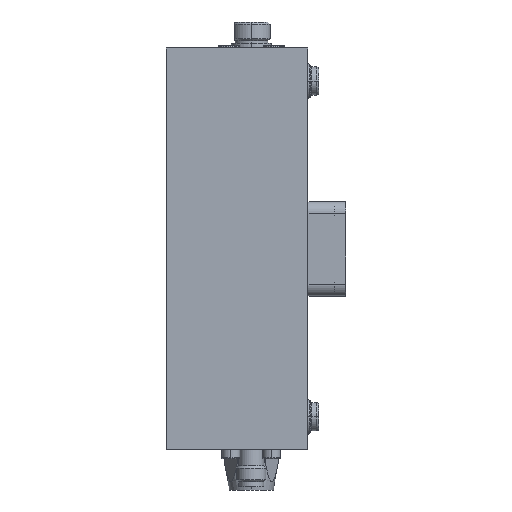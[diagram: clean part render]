
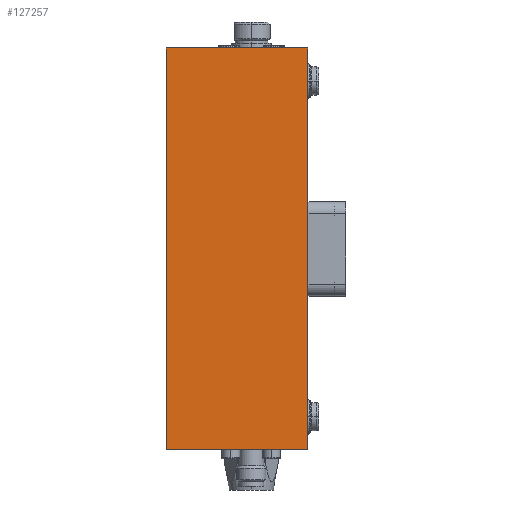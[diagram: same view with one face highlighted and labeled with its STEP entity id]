
A CAD part, left-side view. The second image highlights one B-rep face of the part: STEP entity #127257.
In plain terms, the highlighted planar face has unit normal (-1, 0, 0).
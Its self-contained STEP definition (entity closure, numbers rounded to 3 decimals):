
#1073 = CARTESIAN_POINT ( 'NONE',  ( -38.495, 13.769, -42.458 ) ) ;
#5467 = CARTESIAN_POINT ( 'NONE',  ( -38.495, 13.769, -42.458 ) ) ;
#9632 = EDGE_CURVE ( 'NONE', #107541, #107280, #33838, .T. ) ;
#11979 = FACE_OUTER_BOUND ( 'NONE', #21384, .T. ) ;
#13370 = DIRECTION ( 'NONE',  ( 0., 0., -1. ) ) ;
#20256 = ORIENTED_EDGE ( 'NONE', *, *, #9632, .F. ) ;
#21384 = EDGE_LOOP ( 'NONE', ( #40370, #20256, #97779, #77551 ) ) ;
#25019 = PLANE ( 'NONE',  #35565 ) ;
#33838 = LINE ( 'NONE', #127678, #50999 ) ;
#35565 = AXIS2_PLACEMENT_3D ( 'NONE', #1073, #86160, #13370 ) ;
#40370 = ORIENTED_EDGE ( 'NONE', *, *, #143022, .T. ) ;
#40575 = EDGE_CURVE ( 'NONE', #154918, #107541, #59830, .T. ) ;
#41693 = CARTESIAN_POINT ( 'NONE',  ( -38.495, 13.769, 42.542 ) ) ;
#42231 = DIRECTION ( 'NONE',  ( 0., 0., 1. ) ) ;
#50999 = VECTOR ( 'NONE', #118835, 1000. ) ;
#51719 = VECTOR ( 'NONE', #113804, 1000. ) ;
#59830 = LINE ( 'NONE', #5467, #109247 ) ;
#77551 = ORIENTED_EDGE ( 'NONE', *, *, #111297, .T. ) ;
#86160 = DIRECTION ( 'NONE',  ( 1., 0., 0. ) ) ;
#90055 = CARTESIAN_POINT ( 'NONE',  ( -38.495, 13.769, -42.458 ) ) ;
#97779 = ORIENTED_EDGE ( 'NONE', *, *, #40575, .F. ) ;
#97830 = CARTESIAN_POINT ( 'NONE',  ( -38.495, -16.231, 42.542 ) ) ;
#101610 = CARTESIAN_POINT ( 'NONE',  ( -38.495, -16.231, -42.458 ) ) ;
#102385 = LINE ( 'NONE', #109876, #130709 ) ;
#107280 = VERTEX_POINT ( 'NONE', #97830 ) ;
#107541 = VERTEX_POINT ( 'NONE', #41693 ) ;
#109247 = VECTOR ( 'NONE', #42231, 1000. ) ;
#109876 = CARTESIAN_POINT ( 'NONE',  ( -38.495, 13.769, -42.458 ) ) ;
#111297 = EDGE_CURVE ( 'NONE', #154918, #122233, #102385, .T. ) ;
#113804 = DIRECTION ( 'NONE',  ( 0., 0., 1. ) ) ;
#116292 = LINE ( 'NONE', #101610, #51719 ) ;
#118835 = DIRECTION ( 'NONE',  ( 0., -1., 0. ) ) ;
#122233 = VERTEX_POINT ( 'NONE', #143871 ) ;
#127257 = ADVANCED_FACE ( 'NONE', ( #11979 ), #25019, .F. ) ;
#127678 = CARTESIAN_POINT ( 'NONE',  ( -38.495, 13.769, 42.542 ) ) ;
#130709 = VECTOR ( 'NONE', #157547, 1000. ) ;
#143022 = EDGE_CURVE ( 'NONE', #122233, #107280, #116292, .T. ) ;
#143871 = CARTESIAN_POINT ( 'NONE',  ( -38.495, -16.231, -42.458 ) ) ;
#154918 = VERTEX_POINT ( 'NONE', #90055 ) ;
#157547 = DIRECTION ( 'NONE',  ( 0., -1., 0. ) ) ;
